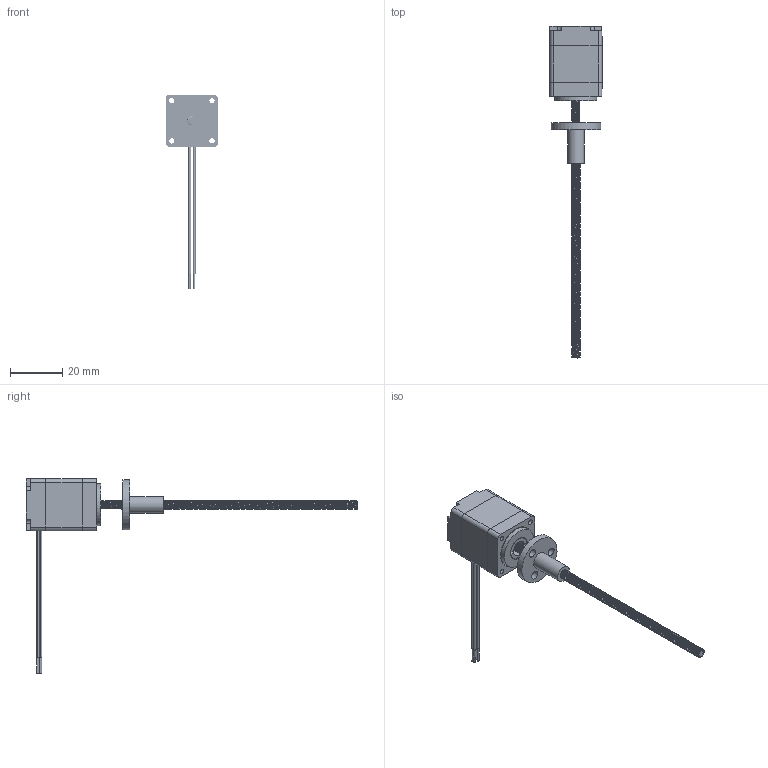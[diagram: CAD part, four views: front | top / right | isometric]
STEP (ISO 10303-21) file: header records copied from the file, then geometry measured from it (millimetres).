
FILE_DESCRIPTION(/* description */ (''),/* implementation_level */ '2;1');
FILE_NAME(/* name */ '8E21-100.stp',/* time_stamp */ '2020-08-06T09:55:12+08:00',/* author */ ('ly7227'),/* organization */ (''),/* preprocessor_version */ 'ST-DEVELOPER v16.1',/* originating_system */ 'Autodesk Inventor 2016',/* authorisation */ '');
FILE_SCHEMA (('AUTOMOTIVE_DESIGN { 1 0 10303 214 3 1 1 }'));
Products named in the file (22): 01-165-1; 01-167; 09-005-1-1; 09-005-2-1; 09-005-3-1; 09-005-4-1; 02-156-1-1; 12-055-1-1; 12-056-1-1; 12-057-1; 02-161; 07-045-2; 07-008轴承; 06-006预紧; 10-001垫片; 04-002-3; 03-226-6; 05-0010; 06-016; 20单厚标签; 20铭牌; 8E2105B4-172.5SSSN-101
Assembly tree (23 placements, depth 3):
  8E2105B4-172.5SSSN-101
    01-165-1
    01-167
    02-161
      09-005-1-1
      09-005-2-1
      09-005-3-1
      09-005-4-1
      02-156-1-1
      12-055-1-1
      12-056-1-1
      12-057-1
    07-045-2
    07-008轴承  x2
    06-006预紧
    10-001垫片
    04-002-3
    03-226-6  x2
    05-0010
    06-016
    20单厚标签
    20铭牌
Bounding box: 20.1 x 127.05 x 74.5 mm (x, y, z)
Volume: 9437.4 mm3; surface area: 18813.5 mm2
Topology: 29 solids, 29 shells, 2210 faces, 6343 edges, 4222 vertices
Faces by surface type: plane 1106, cylinder 1009, bspline 84, cone 11
Full cylindrical faces by diameter (mm): 0.8 x12, 1 x20, 2 x4, 2.2 x8, 2.4 x1, 3 x1, 3.2 x3, 4 x4, 5.5 x1, 6 x4, 6.35 x1, 6.5 x1, 6.6 x1, 7 x1, 8 x2, 8.2 x1, 9 x7, 11.2 x1, 12.24 x2, 12.6 x2, 15 x1, 16 x1, 19.05 x1
Entity records: 81717 total; most frequent: CARTESIAN_POINT 30794, ORIENTED_EDGE 10648, DIRECTION 10454, EDGE_CURVE 5324, VERTEX_POINT 3594, AXIS2_PLACEMENT_3D 3497, LINE 3460, VECTOR 3460
